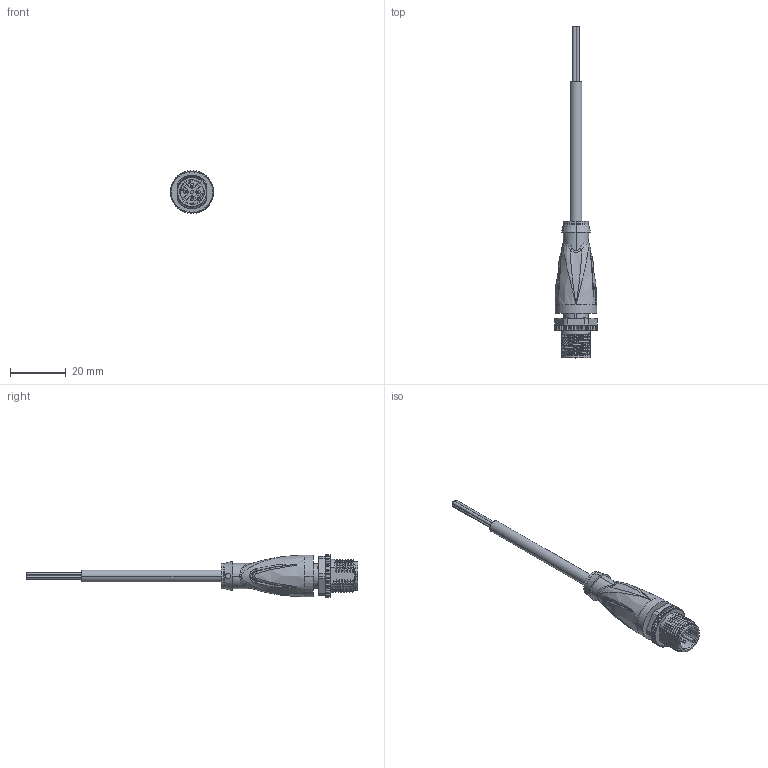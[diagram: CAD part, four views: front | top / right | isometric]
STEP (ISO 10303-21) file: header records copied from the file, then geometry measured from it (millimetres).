
FILE_DESCRIPTION(('STEP AP214'),'1');
FILE_NAME('cctmp_EF86D3BB-C1EC-4F26-A1AF-D2843BE3A2DB_2022_04_27_10_54_44_0561..stp','2022-04-27T08:54:49',('KiM GmbH'),('CADClick - www.CADClick.com'),'Spatial InterOp 3D postprocessed',' ','unknown authorization');
FILE_SCHEMA(('AUTOMOTIVE_DESIGN'));
Length unit declared in the file: millimetre
Products named in the file (7): T196185_1; Connection2; Cable; Connection1; Connection1_2; Connection1_1; T196185
Assembly tree (6 placements, depth 4):
  T196185
    T196185_1
      Connection2
      Cable
      Connection1
        Connection1_2
        Connection1_1
Bounding box: 15.4 x 119.1 x 15.37 mm (x, y, z)
Volume: 6322.9 mm3; surface area: 5261.9 mm2
Topology: 8 solids, 8 shells, 1156 faces, 3035 edges, 1917 vertices
Faces by surface type: plane 496, cylinder 276, torus 161, bspline 141, cone 70, sphere 8, extrusion 4
Entity records: 52722 total; most frequent: CARTESIAN_POINT 21539, ORIENTED_EDGE 6032, DIRECTION 5415, EDGE_CURVE 3016, AXIS2_PLACEMENT_3D 1960, VERTEX_POINT 1917, VECTOR 1495, LINE 1491
